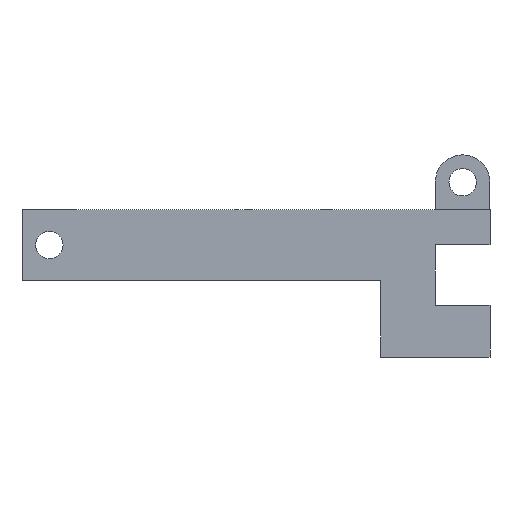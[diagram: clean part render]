
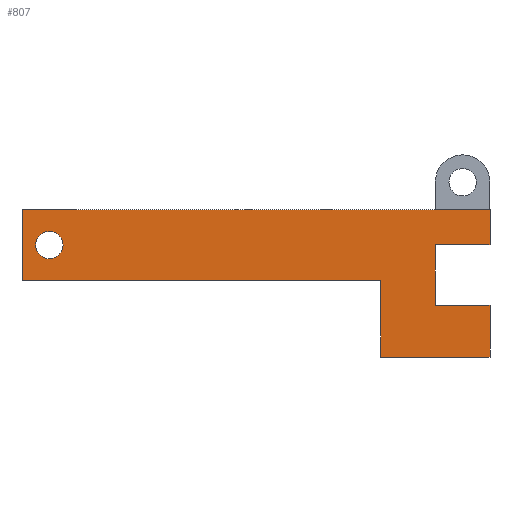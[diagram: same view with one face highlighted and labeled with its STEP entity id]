
A CAD part, front view. The second image highlights one B-rep face of the part: STEP entity #807.
In plain terms, the highlighted planar face has unit normal (0, -1, 0).
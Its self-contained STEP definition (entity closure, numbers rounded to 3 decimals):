
#27=FACE_BOUND('',#152,.T.);
#62=CIRCLE('',#872,2.5);
#101=FACE_OUTER_BOUND('',#151,.T.);
#151=EDGE_LOOP('',(#731,#732,#733,#734,#735,#736,#737,#738,#739,#740));
#152=EDGE_LOOP('',(#741));
#172=LINE('',#1237,#259);
#186=LINE('',#1271,#273);
#189=LINE('',#1276,#276);
#190=LINE('',#1278,#277);
#197=LINE('',#1291,#284);
#209=LINE('',#1317,#296);
#223=LINE('',#1356,#310);
#234=LINE('',#1384,#321);
#236=LINE('',#1388,#323);
#239=LINE('',#1392,#326);
#259=VECTOR('',#943,10.);
#273=VECTOR('',#967,10.);
#276=VECTOR('',#972,10.);
#277=VECTOR('',#975,10.);
#284=VECTOR('',#984,10.);
#296=VECTOR('',#1006,10.);
#310=VECTOR('',#1048,10.);
#321=VECTOR('',#1077,10.);
#323=VECTOR('',#1081,10.);
#326=VECTOR('',#1086,10.);
#351=VERTEX_POINT('',#1234);
#352=VERTEX_POINT('',#1236);
#366=VERTEX_POINT('',#1268);
#367=VERTEX_POINT('',#1270);
#368=VERTEX_POINT('',#1274);
#373=VERTEX_POINT('',#1289);
#382=VERTEX_POINT('',#1316);
#393=VERTEX_POINT('',#1354);
#395=VERTEX_POINT('',#1362);
#401=VERTEX_POINT('',#1382);
#402=VERTEX_POINT('',#1386);
#436=EDGE_CURVE('',#352,#351,#172,.T.);
#453=EDGE_CURVE('',#367,#366,#186,.T.);
#456=EDGE_CURVE('',#351,#368,#189,.T.);
#457=EDGE_CURVE('',#366,#352,#190,.T.);
#464=EDGE_CURVE('',#368,#373,#197,.T.);
#476=EDGE_CURVE('',#382,#367,#209,.T.);
#496=EDGE_CURVE('',#373,#393,#223,.T.);
#499=EDGE_CURVE('',#395,#395,#62,.T.);
#510=EDGE_CURVE('',#393,#401,#234,.T.);
#512=EDGE_CURVE('',#401,#402,#236,.T.);
#515=EDGE_CURVE('',#402,#382,#239,.T.);
#731=ORIENTED_EDGE('',*,*,#456,.T.);
#732=ORIENTED_EDGE('',*,*,#464,.T.);
#733=ORIENTED_EDGE('',*,*,#496,.T.);
#734=ORIENTED_EDGE('',*,*,#510,.T.);
#735=ORIENTED_EDGE('',*,*,#512,.T.);
#736=ORIENTED_EDGE('',*,*,#515,.T.);
#737=ORIENTED_EDGE('',*,*,#476,.T.);
#738=ORIENTED_EDGE('',*,*,#453,.T.);
#739=ORIENTED_EDGE('',*,*,#457,.T.);
#740=ORIENTED_EDGE('',*,*,#436,.T.);
#741=ORIENTED_EDGE('',*,*,#499,.T.);
#769=PLANE('',#881);
#807=ADVANCED_FACE('',(#101,#27),#769,.F.);
#872=AXIS2_PLACEMENT_3D('',#1363,#1056,#1057);
#881=AXIS2_PLACEMENT_3D('',#1394,#1089,#1090);
#943=DIRECTION('',(0.,0.,1.));
#967=DIRECTION('',(0.,0.,1.));
#972=DIRECTION('',(1.,0.,0.));
#975=DIRECTION('',(-1.,0.,0.));
#984=DIRECTION('',(0.,0.,1.));
#1006=DIRECTION('',(1.,0.,0.));
#1048=DIRECTION('',(-1.,0.,0.));
#1056=DIRECTION('center_axis',(0.,1.,0.));
#1057=DIRECTION('ref_axis',(-1.,0.,0.));
#1077=DIRECTION('',(0.,0.,-1.));
#1081=DIRECTION('',(1.,0.,0.));
#1086=DIRECTION('',(0.,0.,-1.));
#1089=DIRECTION('center_axis',(0.,1.,0.));
#1090=DIRECTION('ref_axis',(1.,0.,0.));
#1234=CARTESIAN_POINT('',(-10.,0.,20.541));
#1236=CARTESIAN_POINT('',(-10.,0.,9.5));
#1237=CARTESIAN_POINT('',(-10.,0.,17.02));
#1268=CARTESIAN_POINT('',(0.,0.,9.5));
#1270=CARTESIAN_POINT('',(0.,0.,0.));
#1271=CARTESIAN_POINT('',(0.,0.,0.));
#1274=CARTESIAN_POINT('',(0.,0.,20.541));
#1276=CARTESIAN_POINT('',(-21.4,0.,20.541));
#1278=CARTESIAN_POINT('',(-26.4,0.,9.5));
#1289=CARTESIAN_POINT('',(0.,0.,27.));
#1291=CARTESIAN_POINT('',(0.,0.,0.));
#1316=CARTESIAN_POINT('',(-20.,0.,0.));
#1317=CARTESIAN_POINT('',(-85.6,0.,0.));
#1354=CARTESIAN_POINT('',(-85.6,0.,27.));
#1356=CARTESIAN_POINT('',(0.,0.,27.));
#1362=CARTESIAN_POINT('',(-78.1,0.,20.5));
#1363=CARTESIAN_POINT('Origin',(-80.6,0.,20.5));
#1382=CARTESIAN_POINT('',(-85.6,0.,14.));
#1384=CARTESIAN_POINT('',(-85.6,0.,27.));
#1386=CARTESIAN_POINT('',(-20.,0.,14.));
#1388=CARTESIAN_POINT('',(-64.2,0.,14.));
#1392=CARTESIAN_POINT('',(-20.,0.,10.25));
#1394=CARTESIAN_POINT('Origin',(-42.8,0.,13.5));
